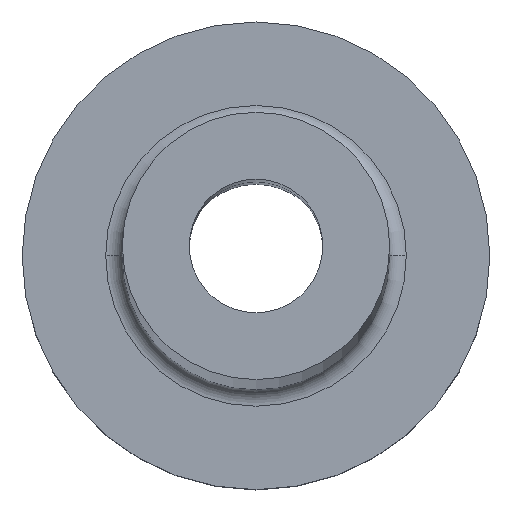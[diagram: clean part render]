
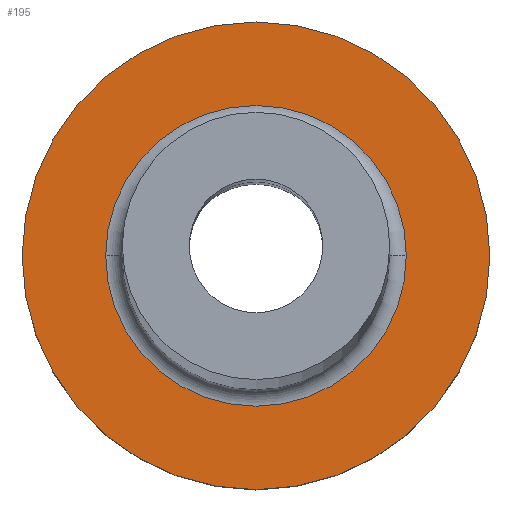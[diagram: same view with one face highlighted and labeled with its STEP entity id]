
A CAD part, top view. The second image highlights one B-rep face of the part: STEP entity #195.
In plain terms, the highlighted planar face has unit normal (0, 0, 1).
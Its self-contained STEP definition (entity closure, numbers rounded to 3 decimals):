
#15 = EDGE_LOOP ( 'NONE', ( #189, #290 ) ) ;
#21 = DIRECTION ( 'NONE',  ( 0., 0., 1. ) ) ;
#26 = CARTESIAN_POINT ( 'NONE',  ( 0., 0., 5. ) ) ;
#27 = CARTESIAN_POINT ( 'NONE',  ( 7., 0., 5. ) ) ;
#36 = DIRECTION ( 'NONE',  ( 0., 0., -1. ) ) ;
#38 = CIRCLE ( 'NONE', #67, 7. ) ;
#50 = DIRECTION ( 'NONE',  ( 1., 0., 0. ) ) ;
#56 = AXIS2_PLACEMENT_3D ( 'NONE', #26, #309, #138 ) ;
#59 = PLANE ( 'NONE',  #56 ) ;
#67 = AXIS2_PLACEMENT_3D ( 'NONE', #192, #21, #50 ) ;
#79 = VERTEX_POINT ( 'NONE', #369 ) ;
#80 = AXIS2_PLACEMENT_3D ( 'NONE', #399, #292, #201 ) ;
#102 = CARTESIAN_POINT ( 'NONE',  ( 0., 0., 5. ) ) ;
#115 = AXIS2_PLACEMENT_3D ( 'NONE', #102, #447, #343 ) ;
#132 = EDGE_CURVE ( 'NONE', #165, #202, #311, .T. ) ;
#138 = DIRECTION ( 'NONE',  ( 1., 0., 0. ) ) ;
#145 = FACE_BOUND ( 'NONE', #15, .T. ) ;
#150 = ORIENTED_EDGE ( 'NONE', *, *, #132, .T. ) ;
#165 = VERTEX_POINT ( 'NONE', #308 ) ;
#189 = ORIENTED_EDGE ( 'NONE', *, *, #243, .T. ) ;
#192 = CARTESIAN_POINT ( 'NONE',  ( 0., 0., 5. ) ) ;
#195 = ADVANCED_FACE ( 'NONE', ( #145, #279 ), #59, .T. ) ;
#201 = DIRECTION ( 'NONE',  ( 1., 0., 0. ) ) ;
#202 = VERTEX_POINT ( 'NONE', #27 ) ;
#222 = DIRECTION ( 'NONE',  ( 1., 0., 0. ) ) ;
#239 = CIRCLE ( 'NONE', #270, 4.5 ) ;
#243 = EDGE_CURVE ( 'NONE', #426, #79, #239, .T. ) ;
#270 = AXIS2_PLACEMENT_3D ( 'NONE', #360, #36, #222 ) ;
#279 = FACE_OUTER_BOUND ( 'NONE', #433, .T. ) ;
#290 = ORIENTED_EDGE ( 'NONE', *, *, #363, .T. ) ;
#292 = DIRECTION ( 'NONE',  ( 0., 0., -1. ) ) ;
#308 = CARTESIAN_POINT ( 'NONE',  ( -7., 0., 5. ) ) ;
#309 = DIRECTION ( 'NONE',  ( 0., 0., 1. ) ) ;
#311 = CIRCLE ( 'NONE', #115, 7. ) ;
#321 = CIRCLE ( 'NONE', #80, 4.5 ) ;
#343 = DIRECTION ( 'NONE',  ( 1., 0., 0. ) ) ;
#358 = EDGE_CURVE ( 'NONE', #202, #165, #38, .T. ) ;
#360 = CARTESIAN_POINT ( 'NONE',  ( 0., 0., 5. ) ) ;
#363 = EDGE_CURVE ( 'NONE', #79, #426, #321, .T. ) ;
#369 = CARTESIAN_POINT ( 'NONE',  ( -4.5, 0., 5. ) ) ;
#399 = CARTESIAN_POINT ( 'NONE',  ( 0., 0., 5. ) ) ;
#407 = CARTESIAN_POINT ( 'NONE',  ( 4.5, 0., 5. ) ) ;
#426 = VERTEX_POINT ( 'NONE', #407 ) ;
#433 = EDGE_LOOP ( 'NONE', ( #150, #439 ) ) ;
#439 = ORIENTED_EDGE ( 'NONE', *, *, #358, .T. ) ;
#447 = DIRECTION ( 'NONE',  ( 0., 0., 1. ) ) ;
